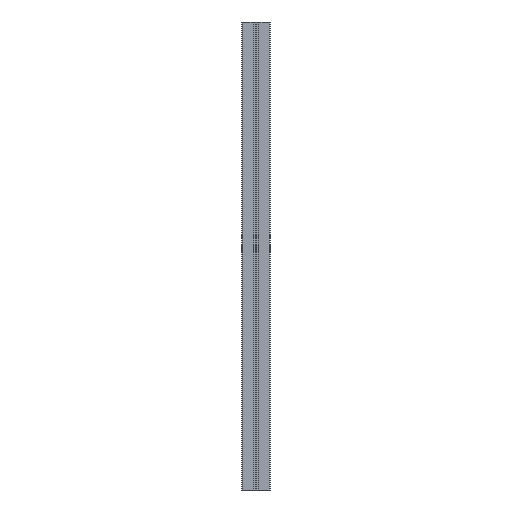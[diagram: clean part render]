
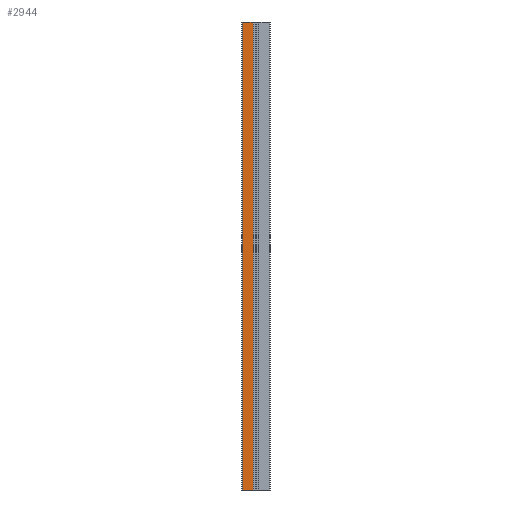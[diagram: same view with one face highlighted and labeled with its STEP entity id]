
A CAD part, front view. The second image highlights one B-rep face of the part: STEP entity #2944.
In plain terms, the highlighted planar face has unit normal (0, -1, 0).
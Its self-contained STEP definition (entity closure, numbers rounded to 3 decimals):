
#217 = VECTOR ( 'NONE', #14303, 1000. ) ;
#550 = CARTESIAN_POINT ( 'NONE',  ( -22.5, -22.5, -1000. ) ) ;
#622 = DIRECTION ( 'NONE',  ( 0., 0., 1. ) ) ;
#810 = VERTEX_POINT ( 'NONE', #10589 ) ;
#971 = VERTEX_POINT ( 'NONE', #8835 ) ;
#1239 = ORIENTED_EDGE ( 'NONE', *, *, #10530, .F. ) ;
#1356 = LINE ( 'NONE', #7218, #9187 ) ;
#1370 = CARTESIAN_POINT ( 'NONE',  ( -6.325, -22.5, -1000. ) ) ;
#2662 = ORIENTED_EDGE ( 'NONE', *, *, #7171, .T. ) ;
#2943 = EDGE_CURVE ( 'NONE', #810, #12622, #9784, .T. ) ;
#2944 = ADVANCED_FACE ( 'NONE', ( #13396 ), #14228, .T. ) ;
#3027 = DIRECTION ( 'NONE',  ( 0., -1., 0. ) ) ;
#4149 = ORIENTED_EDGE ( 'NONE', *, *, #2943, .F. ) ;
#4820 = DIRECTION ( 'NONE',  ( -1., 0., 0. ) ) ;
#5430 = CARTESIAN_POINT ( 'NONE',  ( -6.325, -22.5, -1000. ) ) ;
#5491 = LINE ( 'NONE', #6688, #14777 ) ;
#6688 = CARTESIAN_POINT ( 'NONE',  ( -28., -22.5, -1000. ) ) ;
#6818 = CARTESIAN_POINT ( 'NONE',  ( -22.5, -22.5, 0. ) ) ;
#6892 = LINE ( 'NONE', #6818, #9507 ) ;
#7171 = EDGE_CURVE ( 'NONE', #810, #971, #6892, .T. ) ;
#7176 = VERTEX_POINT ( 'NONE', #8023 ) ;
#7218 = CARTESIAN_POINT ( 'NONE',  ( -22.5, -22.5, -1000. ) ) ;
#8023 = CARTESIAN_POINT ( 'NONE',  ( -28., -22.5, -1000. ) ) ;
#8413 = AXIS2_PLACEMENT_3D ( 'NONE', #550, #3027, #622 ) ;
#8835 = CARTESIAN_POINT ( 'NONE',  ( -28., -22.5, 0. ) ) ;
#9187 = VECTOR ( 'NONE', #4820, 1000. ) ;
#9507 = VECTOR ( 'NONE', #12538, 1000. ) ;
#9784 = LINE ( 'NONE', #5430, #217 ) ;
#10067 = DIRECTION ( 'NONE',  ( 0., 0., 1. ) ) ;
#10417 = EDGE_LOOP ( 'NONE', ( #2662, #11632, #1239, #4149 ) ) ;
#10530 = EDGE_CURVE ( 'NONE', #12622, #7176, #1356, .T. ) ;
#10589 = CARTESIAN_POINT ( 'NONE',  ( -6.325, -22.5, 0. ) ) ;
#11632 = ORIENTED_EDGE ( 'NONE', *, *, #12949, .F. ) ;
#12538 = DIRECTION ( 'NONE',  ( -1., 0., 0. ) ) ;
#12622 = VERTEX_POINT ( 'NONE', #1370 ) ;
#12949 = EDGE_CURVE ( 'NONE', #7176, #971, #5491, .T. ) ;
#13396 = FACE_OUTER_BOUND ( 'NONE', #10417, .T. ) ;
#14228 = PLANE ( 'NONE',  #8413 ) ;
#14303 = DIRECTION ( 'NONE',  ( 0., 0., -1. ) ) ;
#14777 = VECTOR ( 'NONE', #10067, 1000. ) ;
